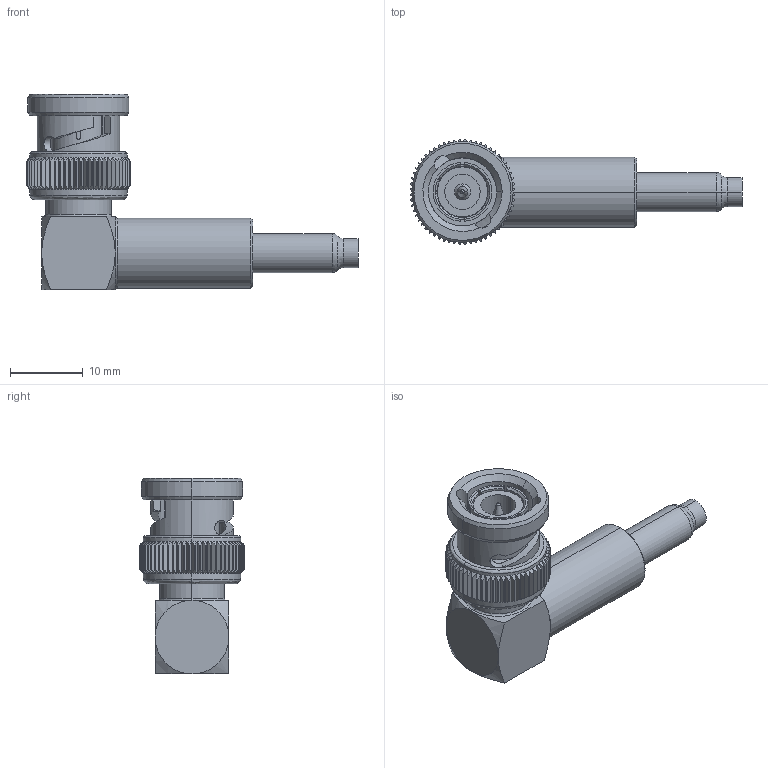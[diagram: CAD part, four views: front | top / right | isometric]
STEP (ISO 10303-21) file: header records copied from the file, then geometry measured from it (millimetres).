
FILE_DESCRIPTION (( 'STEP AP214' ), '1' );
FILE_NAME ('LCCN45951_3D.step', '2023-05-09T22:32:13', ( '' ), ( '' ), 'SwSTEP 2.0', 'SolidWorks 2022', '' );
FILE_SCHEMA (( 'AUTOMOTIVE_DESIGN' ));
Length unit declared in the file: inch
Products named in the file (1): LCCN45951_3D
Bounding box: 45.75 x 14.46 x 27 mm (x, y, z)
Volume: 4096.9 mm3; surface area: 3846.6 mm2
Topology: 3 solids, 4 shells, 492 faces, 1124 edges, 652 vertices
Faces by surface type: plane 171, cone 159, cylinder 136, bspline 24, sphere 2
Entity records: 15761 total; most frequent: CARTESIAN_POINT 5118, ORIENTED_EDGE 2248, DIRECTION 2173, EDGE_CURVE 1124, AXIS2_PLACEMENT_3D 912, VERTEX_POINT 652, EDGE_LOOP 514, FACE_OUTER_BOUND 492
